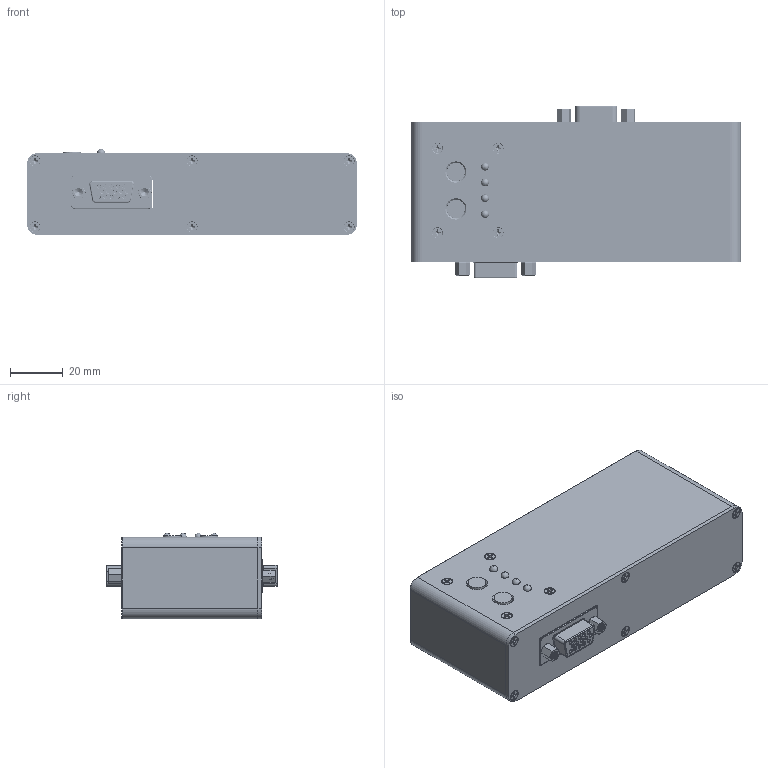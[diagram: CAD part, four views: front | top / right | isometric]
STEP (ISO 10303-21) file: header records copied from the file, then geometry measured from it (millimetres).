
FILE_DESCRIPTION(/* description */ (''),/* implementation_level */ '2;1');
FILE_NAME(/* name */ 'LPA-SMCv1.2.step',/* time_stamp */ '2019-09-23T14:45:21+03:00',/* author */ (''),/* organization */ (''),/* preprocessor_version */ 'ST-DEVELOPER v18',/* originating_system */ 'Autodesk Translation Framework v8.6.0.1094',/* authorisation */ '');
FILE_SCHEMA (('AUTOMOTIVE_DESIGN { 1 0 10303 214 3 1 1 }'));
Products named in the file (34): LPA-SMCv1.2; VGA connector on plate (short) v1; WURTH_61400416121 v1; PCB; DC Power Jack 5.5mm x 2; base; Download_STP_430162085826 (rev1) v1; Download_STP_430162085826 (rev1) v1 (1); Contactplates; Contactplates (1); Contactplates (2); Contactplates (3); Contactplates (4); Frame; Frame (1); Frame (2); Frame (3); Frame (4); Contact Plate; Cover; Stem; Terminal; Terminal (1); Terminal (2); Terminal (3); LED_3mm v1 (1); LED_3mm v1; LED_3mm v1 (2); M3 Standoff v1; RJ45_10P_TJ3009 v1; DB9 v1; Cover (1); 91294A125; 91420A001
Assembly tree (64 placements, depth 3):
  LPA-SMCv1.2
    VGA connector on plate (short) v1
    WURTH_61400416121 v1
    PCB
    DC Power Jack 5.5mm x 2
    base
    LED_3mm v1  x2
    Download_STP_430162085826 (rev1) v1
      Contactplates
      Contactplates (1)
      Contactplates (2)
      Contactplates (3)
      Contactplates (4)
      Frame
      Frame (1)
      Frame (2)
      Frame (3)
      Frame (4)
      Contact Plate
      Cover
      Stem
      Terminal
      Terminal (1)
      Terminal (2)
      Terminal (3)
    Download_STP_430162085826 (rev1) v1 (1)
      Contactplates
      Contactplates (1)
      Contactplates (2)
      Contactplates (3)
      Contactplates (4)
      Frame
      Frame (1)
      Frame (2)
      Frame (3)
      Frame (4)
      Contact Plate
      Cover
      Stem
      Terminal
      Terminal (1)
      Terminal (2)
      Terminal (3)
    LED_3mm v1 (1)
    LED_3mm v1 (2)
    M3 Standoff v1  x2
    91420A001  x10
    91294A125  x4
    RJ45_10P_TJ3009 v1
    DB9 v1
    Cover (1)
Bounding box: 125 x 65.1 x 32.5 mm (x, y, z)
Volume: 70670.3 mm3; surface area: 78283.5 mm2
Topology: 99 solids, 99 shells, 3357 faces, 8835 edges, 5747 vertices
Faces by surface type: plane 2021, cylinder 973, cone 188, bspline 88, torus 60, sphere 27
Full cylindrical faces by diameter (mm): 0.7 x9, 0.8 x15, 1 x9, 1.2 x8, 1.22 x1, 1.25 x10, 1.27 x15, 1.4 x2, 1.48 x50, 2 x86, 2.1 x6, 2.25 x2, 2.35 x20, 2.5 x4, 2.98 x24, 3 x47, 3.15 x12, 3.521 x22, 3.691 x10, 6 x4, 6.45 x1, 7 x2, 7.05 x2
Entity records: 85630 total; most frequent: CARTESIAN_POINT 20763, DIRECTION 13170, ORIENTED_EDGE 13070, EDGE_CURVE 6535, LINE 4594, VECTOR 4594, AXIS2_PLACEMENT_3D 4288, VERTEX_POINT 4244
